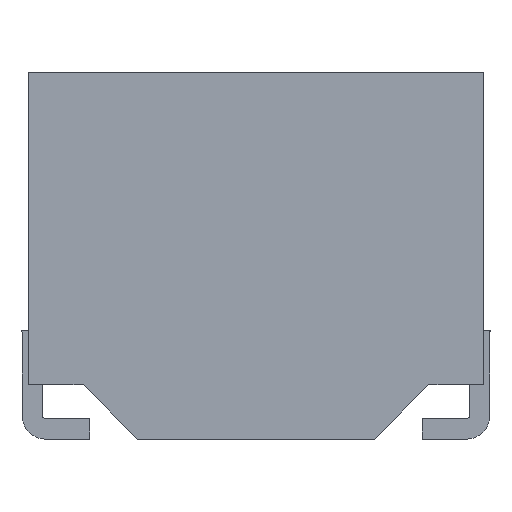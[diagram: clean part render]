
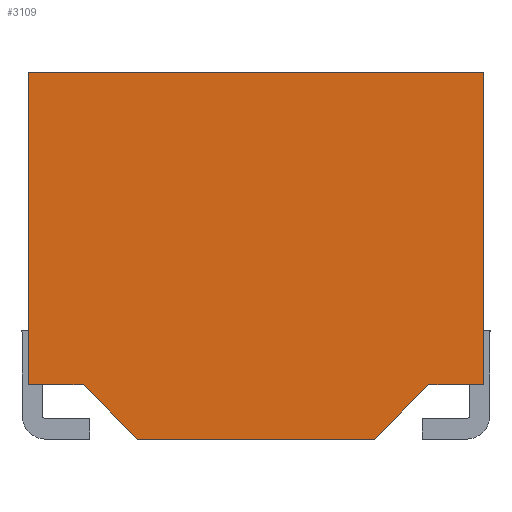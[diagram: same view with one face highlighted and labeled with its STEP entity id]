
A CAD part, left-side view. The second image highlights one B-rep face of the part: STEP entity #3109.
In plain terms, the highlighted planar face has unit normal (-1, 0, 0).
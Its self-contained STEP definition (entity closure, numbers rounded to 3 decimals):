
#2845=CARTESIAN_POINT('',(-5.1,3.35,0.8));
#2846=VERTEX_POINT('',#2845);
#2847=CARTESIAN_POINT('',(-5.1,3.35,5.4));
#2848=VERTEX_POINT('',#2847);
#2849=CARTESIAN_POINT('',(-5.1,3.35,0.8));
#2850=DIRECTION('',(0.0,0.0,1.0));
#2851=VECTOR('',#2850,4.6);
#2852=LINE('',#2849,#2851);
#2853=EDGE_CURVE('',#2846,#2848,#2852,.T.);
#2885=CARTESIAN_POINT('',(-5.1,-3.35,5.4));
#2886=VERTEX_POINT('',#2885);
#2887=CARTESIAN_POINT('',(-5.1,3.35,5.4));
#2888=DIRECTION('',(0.0,-1.0,0.0));
#2889=VECTOR('',#2888,6.7);
#2890=LINE('',#2887,#2889);
#2891=EDGE_CURVE('',#2848,#2886,#2890,.T.);
#2922=CARTESIAN_POINT('',(-5.1,-3.35,0.8));
#2923=VERTEX_POINT('',#2922);
#2924=CARTESIAN_POINT('',(-5.1,-3.35,5.4));
#2925=DIRECTION('',(0.0,0.0,-1.0));
#2926=VECTOR('',#2925,4.6);
#2927=LINE('',#2924,#2926);
#2928=EDGE_CURVE('',#2886,#2923,#2927,.T.);
#2953=CARTESIAN_POINT('',(-5.1,-2.55,0.8));
#2954=VERTEX_POINT('',#2953);
#2955=CARTESIAN_POINT('',(-5.1,-3.35,0.8));
#2956=DIRECTION('',(0.0,1.0,0.0));
#2957=VECTOR('',#2956,0.8);
#2958=LINE('',#2955,#2957);
#2959=EDGE_CURVE('',#2923,#2954,#2958,.T.);
#2984=CARTESIAN_POINT('',(-5.1,-1.75,0.));
#2985=VERTEX_POINT('',#2984);
#2986=CARTESIAN_POINT('',(-5.1,-2.55,0.8));
#2987=DIRECTION('',(0.,0.707,-0.707));
#2988=VECTOR('',#2987,1.131);
#2989=LINE('',#2986,#2988);
#2990=EDGE_CURVE('',#2954,#2985,#2989,.T.);
#3015=CARTESIAN_POINT('',(-5.1,1.75,0.));
#3016=VERTEX_POINT('',#3015);
#3017=CARTESIAN_POINT('',(-5.1,-1.75,0.));
#3018=DIRECTION('',(0.0,1.0,0.0));
#3019=VECTOR('',#3018,3.5);
#3020=LINE('',#3017,#3019);
#3021=EDGE_CURVE('',#2985,#3016,#3020,.T.);
#3046=CARTESIAN_POINT('',(-5.1,2.55,0.8));
#3047=VERTEX_POINT('',#3046);
#3048=CARTESIAN_POINT('',(-5.1,1.75,0.));
#3049=DIRECTION('',(0.,0.707,0.707));
#3050=VECTOR('',#3049,1.131);
#3051=LINE('',#3048,#3050);
#3052=EDGE_CURVE('',#3016,#3047,#3051,.T.);
#3077=CARTESIAN_POINT('',(-5.1,2.55,0.8));
#3078=DIRECTION('',(0.0,1.0,0.0));
#3079=VECTOR('',#3078,0.8);
#3080=LINE('',#3077,#3079);
#3081=EDGE_CURVE('',#3047,#2846,#3080,.T.);
#3094=CARTESIAN_POINT('',(-5.1,0.,2.875));
#3095=DIRECTION('',(1.0,0.0,0.0));
#3096=DIRECTION('',(0.0,0.0,-1.0));
#3097=AXIS2_PLACEMENT_3D('',#3094,#3095,#3096);
#3098=PLANE('',#3097);
#3099=ORIENTED_EDGE('',*,*,#2853,.F.);
#3100=ORIENTED_EDGE('',*,*,#3081,.F.);
#3101=ORIENTED_EDGE('',*,*,#3052,.F.);
#3102=ORIENTED_EDGE('',*,*,#3021,.F.);
#3103=ORIENTED_EDGE('',*,*,#2990,.F.);
#3104=ORIENTED_EDGE('',*,*,#2959,.F.);
#3105=ORIENTED_EDGE('',*,*,#2928,.F.);
#3106=ORIENTED_EDGE('',*,*,#2891,.F.);
#3107=EDGE_LOOP('',(#3099,#3100,#3101,#3102,#3103,#3104,#3105,#3106));
#3108=FACE_OUTER_BOUND('',#3107,.T.);
#3109=ADVANCED_FACE('',(#3108),#3098,.F.);
